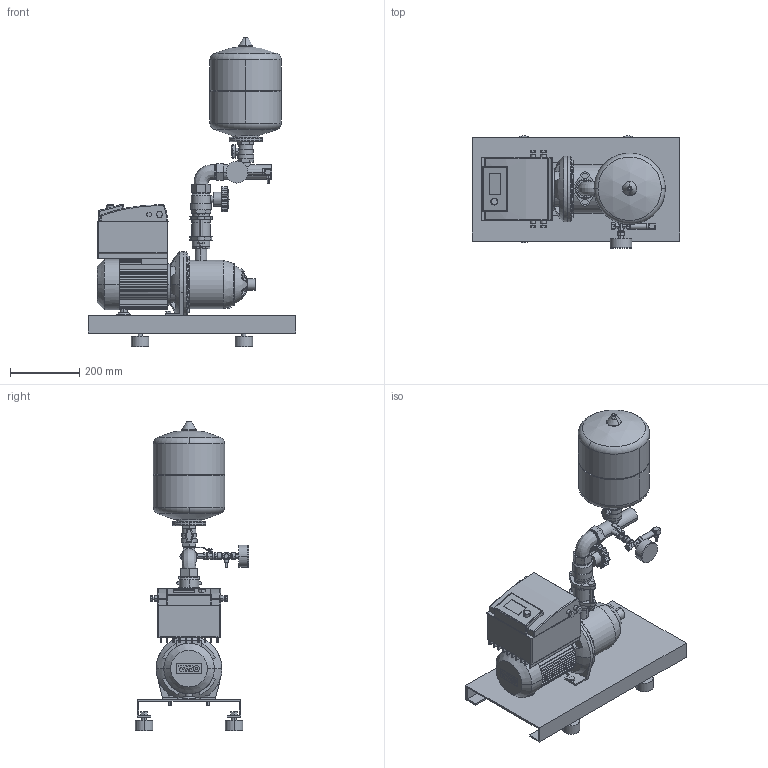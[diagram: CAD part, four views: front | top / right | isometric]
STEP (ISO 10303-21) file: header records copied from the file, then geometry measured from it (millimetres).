
FILE_DESCRIPTION((''),'2;1');
FILE_NAME('3d_COR-1MHIE205-2G-2523126.stp','2011-08-30T07:35:34',(''),(''),'Mechanical Desktop 2009','Mechanical Desktop 2009',', , ');
FILE_SCHEMA(('CONFIG_CONTROL_DESIGN'));
Length unit declared in the file: millimetre
Products named in the file (1): Product
Bounding box: 600 x 327 x 895 mm (x, y, z)
Volume: 22170948.4 mm3; surface area: 1751044.5 mm2
Topology: 38 solids, 38 shells, 1520 faces, 3680 edges, 2251 vertices
Faces by surface type: plane 670, cylinder 539, bspline 129, cone 70, sphere 68, torus 44
Entity records: 50020 total; most frequent: CARTESIAN_POINT 14666, DIRECTION 7501, ORIENTED_EDGE 7188, EDGE_CURVE 3594, AXIS2_PLACEMENT_3D 2714, VERTEX_POINT 2251, VECTOR 2073, LINE 2073
